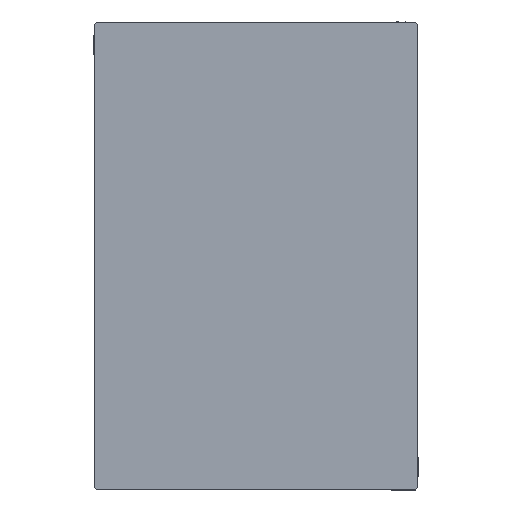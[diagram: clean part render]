
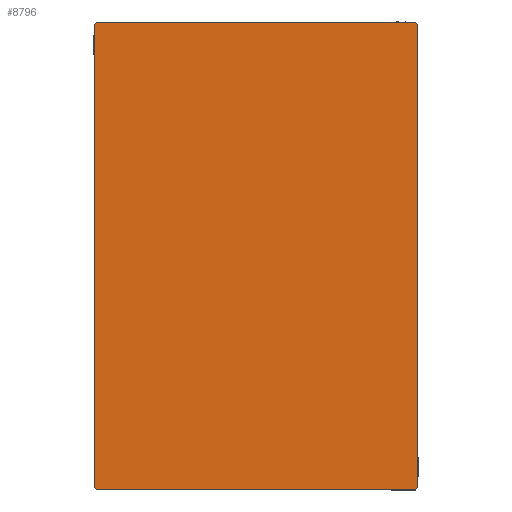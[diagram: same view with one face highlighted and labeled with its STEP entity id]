
A CAD part, left-side view. The second image highlights one B-rep face of the part: STEP entity #8796.
In plain terms, the highlighted face is planar.
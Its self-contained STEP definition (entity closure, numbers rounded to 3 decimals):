
#1536 = DIRECTION ( 'NONE',  ( 0., 0., -1. ) ) ;
#1886 = LINE ( 'NONE', #40749, #7207 ) ;
#2526 = ORIENTED_EDGE ( 'NONE', *, *, #33744, .T. ) ;
#2577 = VERTEX_POINT ( 'NONE', #3307 ) ;
#3307 = CARTESIAN_POINT ( 'NONE',  ( 130., 22.5, -32.2 ) ) ;
#4084 = EDGE_CURVE ( 'NONE', #5627, #2577, #21341, .T. ) ;
#4205 = EDGE_CURVE ( 'NONE', #5095, #43787, #33740, .T. ) ;
#4889 = LINE ( 'NONE', #26488, #32494 ) ;
#5095 = VERTEX_POINT ( 'NONE', #17454 ) ;
#5627 = VERTEX_POINT ( 'NONE', #34772 ) ;
#6553 = EDGE_CURVE ( 'NONE', #25963, #5095, #30922, .T. ) ;
#7207 = VECTOR ( 'NONE', #40973, 1000. ) ;
#7345 = CARTESIAN_POINT ( 'NONE',  ( 130., -22.2, 32.5 ) ) ;
#8663 = EDGE_LOOP ( 'NONE', ( #12502, #38622, #19788, #11494, #2526, #22136, #34471, #23751 ) ) ;
#8796 = ADVANCED_FACE ( 'NONE', ( #26363 ), #8899, .T. ) ;
#8899 = PLANE ( 'NONE',  #32259 ) ;
#11494 = ORIENTED_EDGE ( 'NONE', *, *, #42951, .T. ) ;
#12379 = CARTESIAN_POINT ( 'NONE',  ( 130., -22.5, 32.5 ) ) ;
#12502 = ORIENTED_EDGE ( 'NONE', *, *, #16402, .T. ) ;
#12778 = VECTOR ( 'NONE', #41522, 1000. ) ;
#13952 = CARTESIAN_POINT ( 'NONE',  ( 130., -22.5, -32.2 ) ) ;
#16007 = CARTESIAN_POINT ( 'NONE',  ( 130., 22.5, -32.5 ) ) ;
#16402 = EDGE_CURVE ( 'NONE', #16695, #5627, #4889, .T. ) ;
#16695 = VERTEX_POINT ( 'NONE', #40486 ) ;
#17237 = DIRECTION ( 'NONE',  ( 0., 0.707, 0.707 ) ) ;
#17401 = DIRECTION ( 'NONE',  ( 0., -0.707, 0.707 ) ) ;
#17454 = CARTESIAN_POINT ( 'NONE',  ( 130., -22.5, 32.2 ) ) ;
#19426 = EDGE_CURVE ( 'NONE', #43787, #16695, #1886, .T. ) ;
#19454 = LINE ( 'NONE', #16007, #38084 ) ;
#19788 = ORIENTED_EDGE ( 'NONE', *, *, #23357, .T. ) ;
#21341 = LINE ( 'NONE', #45297, #45028 ) ;
#22136 = ORIENTED_EDGE ( 'NONE', *, *, #6553, .T. ) ;
#23357 = EDGE_CURVE ( 'NONE', #2577, #25571, #19454, .T. ) ;
#23751 = ORIENTED_EDGE ( 'NONE', *, *, #19426, .T. ) ;
#24013 = LINE ( 'NONE', #27238, #26280 ) ;
#24518 = LINE ( 'NONE', #42018, #41126 ) ;
#25571 = VERTEX_POINT ( 'NONE', #27645 ) ;
#25963 = VERTEX_POINT ( 'NONE', #7345 ) ;
#26280 = VECTOR ( 'NONE', #34137, 1000. ) ;
#26363 = FACE_OUTER_BOUND ( 'NONE', #8663, .T. ) ;
#26488 = CARTESIAN_POINT ( 'NONE',  ( 130., -22.5, -32.5 ) ) ;
#27238 = CARTESIAN_POINT ( 'NONE',  ( 130., 22.5, 32.5 ) ) ;
#27645 = CARTESIAN_POINT ( 'NONE',  ( 130., 22.5, 32.2 ) ) ;
#29921 = VERTEX_POINT ( 'NONE', #35938 ) ;
#30922 = LINE ( 'NONE', #44973, #12778 ) ;
#32259 = AXIS2_PLACEMENT_3D ( 'NONE', #33038, #37175, #1536 ) ;
#32494 = VECTOR ( 'NONE', #33614, 1000. ) ;
#33038 = CARTESIAN_POINT ( 'NONE',  ( 130., 0., 0. ) ) ;
#33614 = DIRECTION ( 'NONE',  ( 0., 1., 0. ) ) ;
#33740 = LINE ( 'NONE', #12379, #34747 ) ;
#33744 = EDGE_CURVE ( 'NONE', #29921, #25963, #24013, .T. ) ;
#33931 = DIRECTION ( 'NONE',  ( 0., 0., 1. ) ) ;
#34137 = DIRECTION ( 'NONE',  ( 0., -1., 0. ) ) ;
#34471 = ORIENTED_EDGE ( 'NONE', *, *, #4205, .T. ) ;
#34747 = VECTOR ( 'NONE', #43882, 1000. ) ;
#34772 = CARTESIAN_POINT ( 'NONE',  ( 130., 22.2, -32.5 ) ) ;
#35938 = CARTESIAN_POINT ( 'NONE',  ( 130., 22.2, 32.5 ) ) ;
#37175 = DIRECTION ( 'NONE',  ( 1., 0., 0. ) ) ;
#38084 = VECTOR ( 'NONE', #33931, 1000. ) ;
#38622 = ORIENTED_EDGE ( 'NONE', *, *, #4084, .T. ) ;
#40486 = CARTESIAN_POINT ( 'NONE',  ( 130., -22.2, -32.5 ) ) ;
#40749 = CARTESIAN_POINT ( 'NONE',  ( 130., -27.35, -27.35 ) ) ;
#40973 = DIRECTION ( 'NONE',  ( 0., 0.707, -0.707 ) ) ;
#41126 = VECTOR ( 'NONE', #17401, 1000. ) ;
#41522 = DIRECTION ( 'NONE',  ( 0., -0.707, -0.707 ) ) ;
#42018 = CARTESIAN_POINT ( 'NONE',  ( 130., 27.35, 27.35 ) ) ;
#42951 = EDGE_CURVE ( 'NONE', #25571, #29921, #24518, .T. ) ;
#43787 = VERTEX_POINT ( 'NONE', #13952 ) ;
#43882 = DIRECTION ( 'NONE',  ( 0., 0., -1. ) ) ;
#44973 = CARTESIAN_POINT ( 'NONE',  ( 130., -27.35, 27.35 ) ) ;
#45028 = VECTOR ( 'NONE', #17237, 1000. ) ;
#45297 = CARTESIAN_POINT ( 'NONE',  ( 130., 27.35, -27.35 ) ) ;
